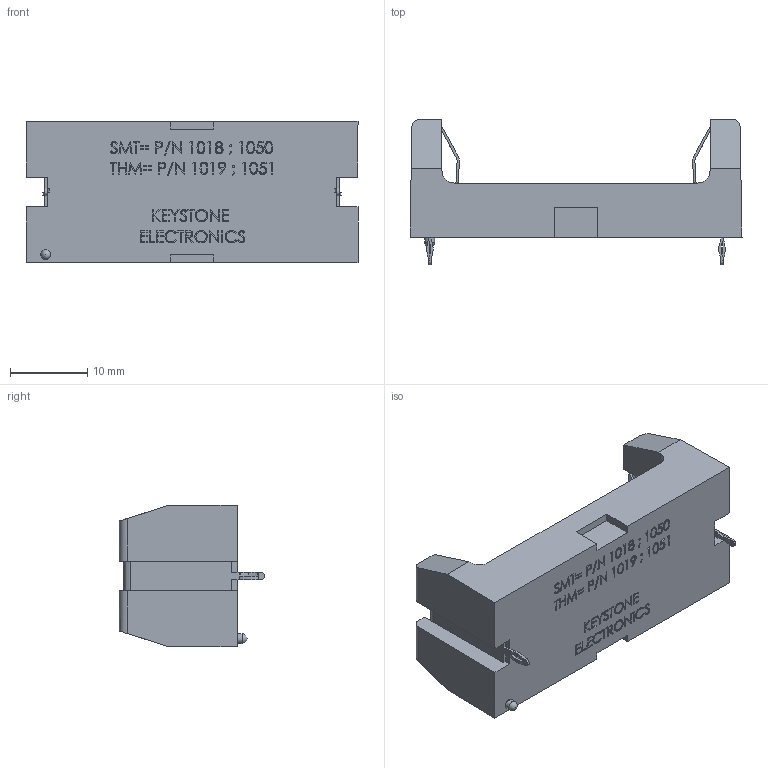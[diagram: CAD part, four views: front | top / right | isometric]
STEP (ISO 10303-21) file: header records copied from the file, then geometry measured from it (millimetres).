
FILE_DESCRIPTION (( 'STEP AP214' ), '1' );
FILE_NAME ('1019.STEP', '2013-06-17T20:00:06', ( 'Richard Maletta' ), ( '' ), 'SwSTEP 2.0', 'SolidWorks 2009', '' );
FILE_SCHEMA (( 'AUTOMOTIVE_DESIGN' ));
Length unit declared in the file: inch
Products named in the file (1): 1019
Bounding box: 42.93 x 18.8 x 18.29 mm (x, y, z)
Volume: 3470 mm3; surface area: 4104.8 mm2
Topology: 2 solids, 2 shells, 756 faces, 2028 edges, 1344 vertices
Faces by surface type: plane 522, bspline 191, cylinder 42, sphere 1
Entity records: 35625 total; most frequent: CARTESIAN_POINT 17035, ORIENTED_EDGE 4050, DIRECTION 2851, EDGE_CURVE 2025, VECTOR 1551, LINE 1551, VERTEX_POINT 1342, EDGE_LOOP 829
